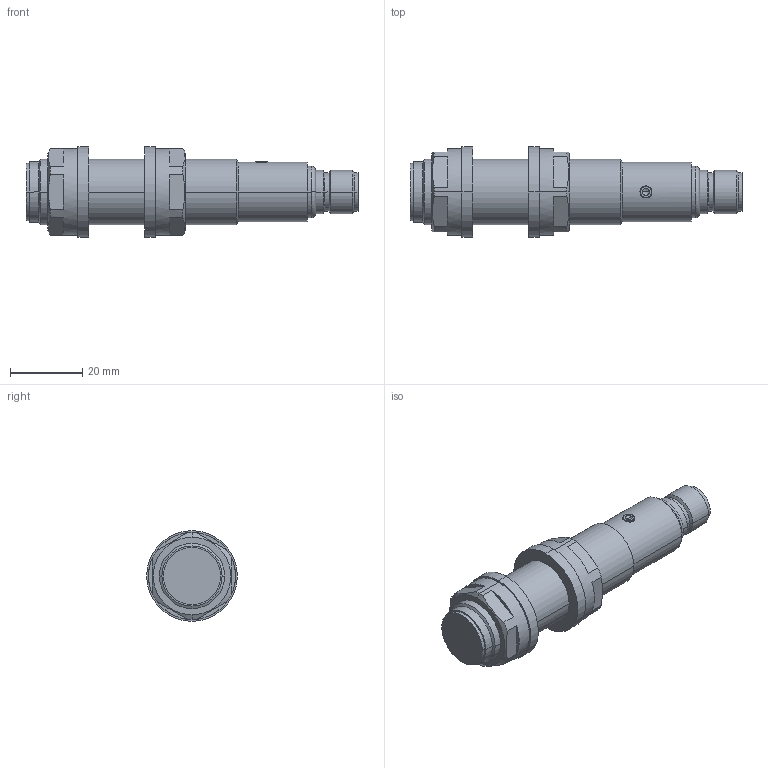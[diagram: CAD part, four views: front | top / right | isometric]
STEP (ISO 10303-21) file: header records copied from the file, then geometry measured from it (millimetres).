
FILE_DESCRIPTION (( 'STEP AP214' ), '1' );
FILE_NAME ('UK1F-G2-0E.step', '2019-08-14T21:39:31', ( '' ), ( '' ), 'SwSTEP 2.0', 'SolidWorks 2018', '' );
FILE_SCHEMA (( 'AUTOMOTIVE_DESIGN' ));
Length unit declared in the file: inch
Products named in the file (1): UK1F-G2-0E
Bounding box: 91.6 x 25 x 25 mm (x, y, z)
Volume: 24210.4 mm3; surface area: 10326.2 mm2
Topology: 6 solids, 6 shells, 123 faces, 283 edges, 173 vertices
Faces by surface type: cylinder 49, plane 43, cone 17, sphere 10, torus 4
Entity records: 3681 total; most frequent: CARTESIAN_POINT 722, DIRECTION 658, ORIENTED_EDGE 550, EDGE_CURVE 275, AXIS2_PLACEMENT_3D 275, VERTEX_POINT 173, CIRCLE 151, EDGE_LOOP 140
